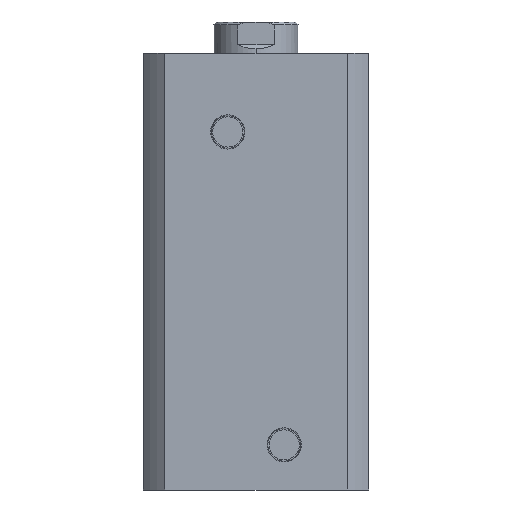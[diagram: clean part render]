
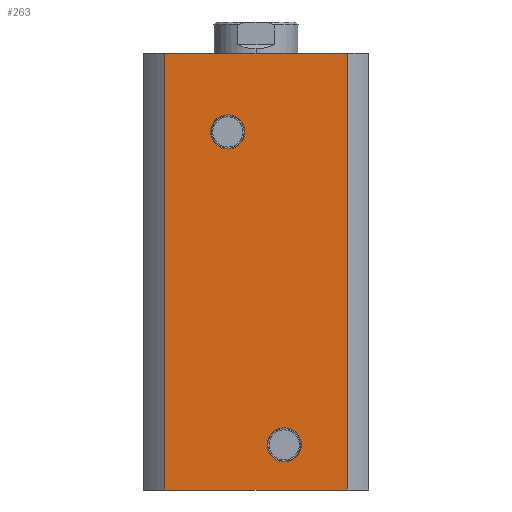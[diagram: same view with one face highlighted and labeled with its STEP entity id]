
A CAD part, left-side view. The second image highlights one B-rep face of the part: STEP entity #263.
In plain terms, the highlighted planar face has unit normal (-1, 0, 0).
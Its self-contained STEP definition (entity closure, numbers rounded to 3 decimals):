
#159 = VERTEX_POINT ( 'NONE', #2763 ) ;
#161 = VERTEX_POINT ( 'NONE', #2761 ) ;
#162 = VERTEX_POINT ( 'NONE', #2760 ) ;
#176 = VERTEX_POINT ( 'NONE', #1841 ) ;
#200 = VERTEX_POINT ( 'NONE', #1844 ) ;
#222 = VERTEX_POINT ( 'NONE', #3163 ) ;
#263 = ADVANCED_FACE ( 'NONE', ( #1899, #1891, #1895 ), #3214, .F. ) ;
#590 = CARTESIAN_POINT ( 'NONE',  ( -40., -10., 16. ) ) ;
#591 = DIRECTION ( 'NONE',  ( -1., 0., 0. ) ) ;
#592 = DIRECTION ( 'NONE',  ( 0., 0., 1. ) ) ;
#610 = CARTESIAN_POINT ( 'NONE',  ( -40., 10., 127. ) ) ;
#611 = DIRECTION ( 'NONE',  ( -1., 0., 0. ) ) ;
#612 = DIRECTION ( 'NONE',  ( 0., 0., 1. ) ) ;
#887 = DIRECTION ( 'NONE',  ( 0., 0., -1. ) ) ;
#893 = CARTESIAN_POINT ( 'NONE',  ( -40., 32.438, 155. ) ) ;
#902 = CARTESIAN_POINT ( 'NONE',  ( -40., 0., 0. ) ) ;
#903 = DIRECTION ( 'NONE',  ( 0., -1., 0. ) ) ;
#904 = CARTESIAN_POINT ( 'NONE',  ( -40., -10., 16. ) ) ;
#905 = DIRECTION ( 'NONE',  ( -1., 0., 0. ) ) ;
#906 = DIRECTION ( 'NONE',  ( 0., 0., 1. ) ) ;
#908 = CARTESIAN_POINT ( 'NONE',  ( -40., 0., 155. ) ) ;
#909 = CARTESIAN_POINT ( 'NONE',  ( -40., 10., 127. ) ) ;
#910 = DIRECTION ( 'NONE',  ( -1., 0., 0. ) ) ;
#911 = DIRECTION ( 'NONE',  ( 0., 0., 1. ) ) ;
#912 = CARTESIAN_POINT ( 'NONE',  ( -40., -32.438, 155. ) ) ;
#914 = DIRECTION ( 'NONE',  ( 0., 0., -1. ) ) ;
#915 = DIRECTION ( 'NONE',  ( 0., -1., 0. ) ) ;
#1131 = VERTEX_POINT ( 'NONE', #3616 ) ;
#1132 = VERTEX_POINT ( 'NONE', #3617 ) ;
#1402 = CIRCLE ( 'NONE', #2619, 6.06 ) ;
#1414 = CIRCLE ( 'NONE', #2623, 6.06 ) ;
#1631 = LINE ( 'NONE', #893, #1633 ) ;
#1632 = LINE ( 'NONE', #908, #1642 ) ;
#1633 = VECTOR ( 'NONE', #887, 1000. ) ;
#1634 = CIRCLE ( 'NONE', #2664, 6.06 ) ;
#1635 = CIRCLE ( 'NONE', #2665, 6.06 ) ;
#1636 = LINE ( 'NONE', #902, #1638 ) ;
#1637 = LINE ( 'NONE', #912, #1640 ) ;
#1638 = VECTOR ( 'NONE', #903, 1000. ) ;
#1640 = VECTOR ( 'NONE', #914, 1000. ) ;
#1642 = VECTOR ( 'NONE', #915, 1000. ) ;
#1841 = CARTESIAN_POINT ( 'NONE',  ( -40., 32.438, 155. ) ) ;
#1844 = CARTESIAN_POINT ( 'NONE',  ( -40., 32.438, 0. ) ) ;
#1891 = FACE_BOUND ( 'NONE', #2029, .T. ) ;
#1895 = FACE_OUTER_BOUND ( 'NONE', #2021, .T. ) ;
#1899 = FACE_BOUND ( 'NONE', #2058, .T. ) ;
#2002 = AXIS2_PLACEMENT_3D ( 'NONE', #3212, #3210, #3216 ) ;
#2021 = EDGE_LOOP ( 'NONE', ( #2521, #2522, #2523, #2458 ) ) ;
#2029 = EDGE_LOOP ( 'NONE', ( #2500, #2517 ) ) ;
#2058 = EDGE_LOOP ( 'NONE', ( #2441, #2447 ) ) ;
#2441 = ORIENTED_EDGE ( 'NONE', *, *, #2973, .F. ) ;
#2447 = ORIENTED_EDGE ( 'NONE', *, *, #2838, .F. ) ;
#2458 = ORIENTED_EDGE ( 'NONE', *, *, #2971, .T. ) ;
#2500 = ORIENTED_EDGE ( 'NONE', *, *, #2974, .F. ) ;
#2517 = ORIENTED_EDGE ( 'NONE', *, *, #2846, .F. ) ;
#2521 = ORIENTED_EDGE ( 'NONE', *, *, #2975, .T. ) ;
#2522 = ORIENTED_EDGE ( 'NONE', *, *, #2976, .F. ) ;
#2523 = ORIENTED_EDGE ( 'NONE', *, *, #2977, .F. ) ;
#2619 = AXIS2_PLACEMENT_3D ( 'NONE', #590, #591, #592 ) ;
#2623 = AXIS2_PLACEMENT_3D ( 'NONE', #610, #611, #612 ) ;
#2664 = AXIS2_PLACEMENT_3D ( 'NONE', #904, #905, #906 ) ;
#2665 = AXIS2_PLACEMENT_3D ( 'NONE', #909, #910, #911 ) ;
#2760 = CARTESIAN_POINT ( 'NONE',  ( -40., -32.438, 155. ) ) ;
#2761 = CARTESIAN_POINT ( 'NONE',  ( -40., -10., 22.06 ) ) ;
#2763 = CARTESIAN_POINT ( 'NONE',  ( -40., -10., 9.94 ) ) ;
#2838 = EDGE_CURVE ( 'NONE', #159, #161, #1402, .T. ) ;
#2846 = EDGE_CURVE ( 'NONE', #1132, #222, #1414, .T. ) ;
#2971 = EDGE_CURVE ( 'NONE', #176, #200, #1631, .T. ) ;
#2973 = EDGE_CURVE ( 'NONE', #161, #159, #1634, .T. ) ;
#2974 = EDGE_CURVE ( 'NONE', #222, #1132, #1635, .T. ) ;
#2975 = EDGE_CURVE ( 'NONE', #200, #1131, #1636, .T. ) ;
#2976 = EDGE_CURVE ( 'NONE', #162, #1131, #1637, .T. ) ;
#2977 = EDGE_CURVE ( 'NONE', #176, #162, #1632, .T. ) ;
#3163 = CARTESIAN_POINT ( 'NONE',  ( -40., 10., 133.06 ) ) ;
#3210 = DIRECTION ( 'NONE',  ( 1., 0., 0. ) ) ;
#3212 = CARTESIAN_POINT ( 'NONE',  ( -40., 0., 155. ) ) ;
#3214 = PLANE ( 'NONE',  #2002 ) ;
#3216 = DIRECTION ( 'NONE',  ( 0., 1., 0. ) ) ;
#3616 = CARTESIAN_POINT ( 'NONE',  ( -40., -32.438, 0. ) ) ;
#3617 = CARTESIAN_POINT ( 'NONE',  ( -40., 10., 120.94 ) ) ;
